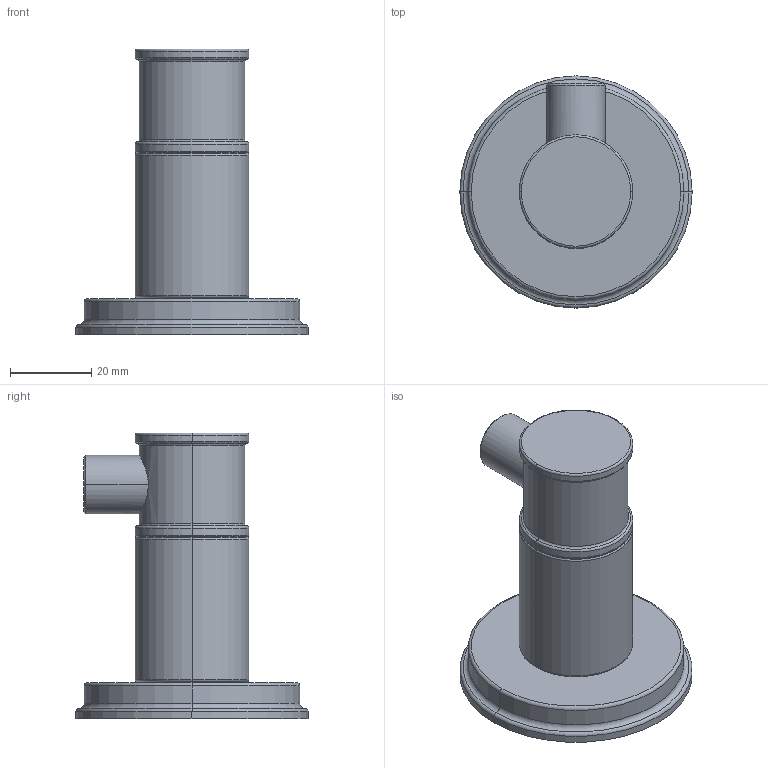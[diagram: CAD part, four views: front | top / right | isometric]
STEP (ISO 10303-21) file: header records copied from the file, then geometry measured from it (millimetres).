
FILE_DESCRIPTION((''),'2;1');
FILE_NAME('3270-1650','2022-07-05T09:11:39',('rsmith'),(''),'CREO PARAMETRIC BY PTC INC, 2019352','CREO PARAMETRIC BY PTC INC, 2019352','');
FILE_SCHEMA(('CONFIG_CONTROL_DESIGN'));
Length unit declared in the file: inch
Products named in the file (1): 3270-1650
Bounding box: 57.15 x 57.15 x 70.36 mm (x, y, z)
Volume: 58761.9 mm3; surface area: 12932.2 mm2
Topology: 1 solids, 1 shells, 49 faces, 96 edges, 52 vertices
Faces by surface type: torus 22, cylinder 16, cone 6, plane 5
Entity records: 1346 total; most frequent: DIRECTION 264, CARTESIAN_POINT 253, ORIENTED_EDGE 192, AXIS2_PLACEMENT_3D 121, EDGE_CURVE 96, CIRCLE 72, VERTEX_POINT 52, EDGE_LOOP 52
